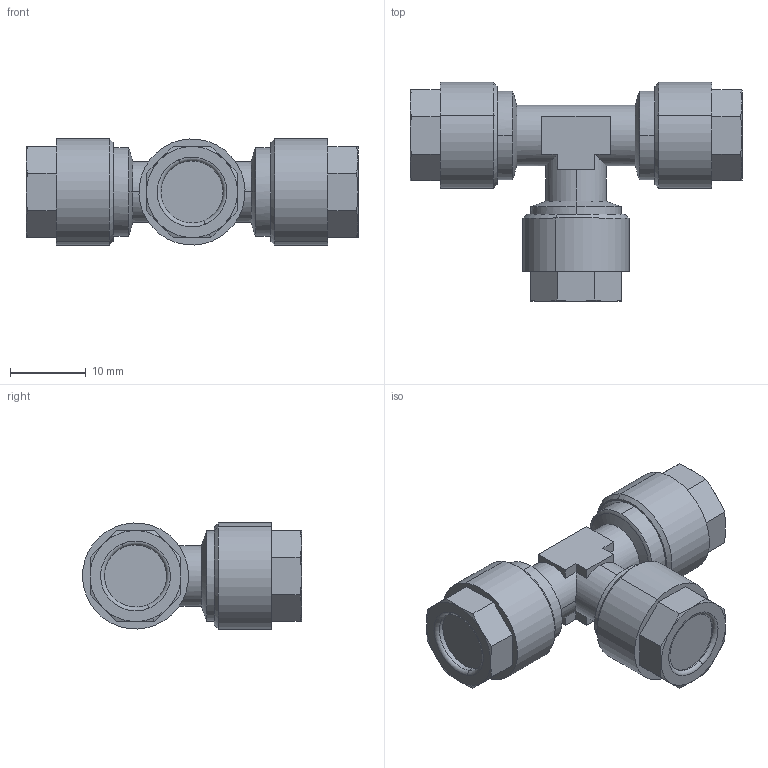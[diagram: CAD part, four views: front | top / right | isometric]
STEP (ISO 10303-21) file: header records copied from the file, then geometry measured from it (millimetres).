
FILE_DESCRIPTION (( 'STEP AP214' ), '1' );
FILE_NAME ('0123000005.step', '2012-09-28T13:26:02', ( '' ), ( '' ), 'SwSTEP 2.0', 'SolidWorks 2012', '' );
FILE_SCHEMA (( 'AUTOMOTIVE_DESIGN' ));
Length unit declared in the file: millimetre
Products named in the file (1): 0123000005
Bounding box: 43.8 x 28.89 x 13.99 mm (x, y, z)
Volume: 6532.3 mm3; surface area: 3080.6 mm2
Topology: 1 solids, 3 shells, 138 faces, 314 edges, 191 vertices
Faces by surface type: plane 56, cone 45, cylinder 27, torus 10
Entity records: 5473 total; most frequent: CARTESIAN_POINT 843, DIRECTION 659, ORIENTED_EDGE 628, EDGE_CURVE 314, AXIS2_PLACEMENT_3D 261, VERTEX_POINT 191, EDGE_LOOP 147, UNCERTAINTY_MEASURE_WITH_UNIT 141
